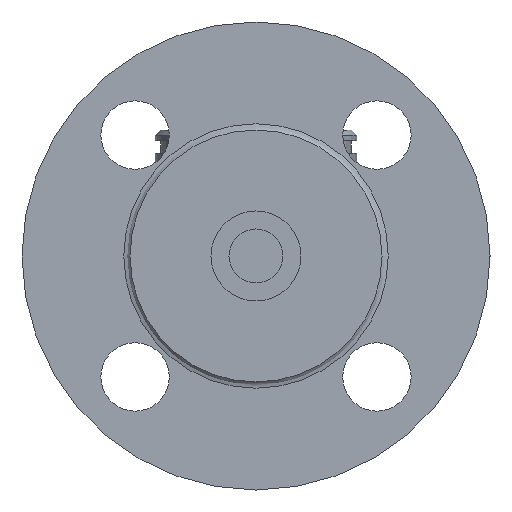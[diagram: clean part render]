
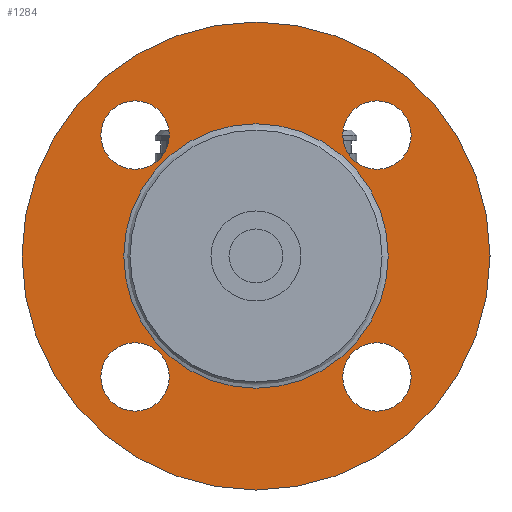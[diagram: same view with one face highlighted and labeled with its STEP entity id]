
A CAD part, left-side view. The second image highlights one B-rep face of the part: STEP entity #1284.
In plain terms, the highlighted planar face has unit normal (-1, 0, 0).
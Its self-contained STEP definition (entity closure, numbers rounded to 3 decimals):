
#820=CARTESIAN_POINT('',(-104.0,-43.088,-33.588));
#821=VERTEX_POINT('',#820);
#822=CARTESIAN_POINT('',(-104.0,-33.588,-33.588));
#823=DIRECTION('',(1.0,0.0,0.0));
#824=DIRECTION('',(0.0,-1.0,0.0));
#825=AXIS2_PLACEMENT_3D('',#822,#823,#824);
#826=CIRCLE('',#825,9.5);
#827=EDGE_CURVE('',#821,#821,#826,.T.);
#869=CARTESIAN_POINT('',(-104.0,33.588,-43.088));
#870=VERTEX_POINT('',#869);
#871=CARTESIAN_POINT('',(-104.0,33.588,-33.588));
#872=DIRECTION('',(1.0,0.0,0.0));
#873=DIRECTION('',(0.0,0.0,-1.0));
#874=AXIS2_PLACEMENT_3D('',#871,#872,#873);
#875=CIRCLE('',#874,9.5);
#876=EDGE_CURVE('',#870,#870,#875,.T.);
#918=CARTESIAN_POINT('',(-104.0,43.088,33.588));
#919=VERTEX_POINT('',#918);
#920=CARTESIAN_POINT('',(-104.0,33.588,33.588));
#921=DIRECTION('',(1.0,0.0,0.0));
#922=DIRECTION('',(0.0,1.0,0.0));
#923=AXIS2_PLACEMENT_3D('',#920,#921,#922);
#924=CIRCLE('',#923,9.5);
#925=EDGE_CURVE('',#919,#919,#924,.T.);
#967=CARTESIAN_POINT('',(-104.0,-33.588,43.088));
#968=VERTEX_POINT('',#967);
#969=CARTESIAN_POINT('',(-104.0,-33.588,33.588));
#970=DIRECTION('',(1.0,0.0,0.0));
#971=DIRECTION('',(0.0,0.0,1.0));
#972=AXIS2_PLACEMENT_3D('',#969,#970,#971);
#973=CIRCLE('',#972,9.5);
#974=EDGE_CURVE('',#968,#968,#973,.T.);
#1160=CARTESIAN_POINT('',(-104.0,0.0,65.));
#1161=VERTEX_POINT('',#1160);
#1162=CARTESIAN_POINT('',(-104.0,0.0,0.));
#1163=DIRECTION('',(-1.0,0.0,0.0));
#1164=DIRECTION('',(0.0,0.0,1.0));
#1165=AXIS2_PLACEMENT_3D('',#1162,#1163,#1164);
#1166=CIRCLE('',#1165,65.0);
#1167=EDGE_CURVE('',#1161,#1161,#1166,.T.);
#1238=CARTESIAN_POINT('',(-104.0,0.,-36.732));
#1239=VERTEX_POINT('',#1238);
#1240=CARTESIAN_POINT('',(-104.0,0.0,0.));
#1241=DIRECTION('',(-1.0,0.0,0.0));
#1242=DIRECTION('',(0.0,0.0,1.0));
#1243=AXIS2_PLACEMENT_3D('',#1240,#1241,#1242);
#1244=CIRCLE('',#1243,36.732);
#1245=EDGE_CURVE('',#1239,#1239,#1244,.T.);
#1261=CARTESIAN_POINT('',(-104.0,0.0,50.));
#1262=DIRECTION('',(-1.0,0.0,0.0));
#1263=DIRECTION('',(0.0,0.0,1.0));
#1264=AXIS2_PLACEMENT_3D('',#1261,#1262,#1263);
#1265=PLANE('',#1264);
#1266=ORIENTED_EDGE('',*,*,#1167,.T.);
#1267=EDGE_LOOP('',(#1266));
#1268=FACE_OUTER_BOUND('',#1267,.T.);
#1269=ORIENTED_EDGE('',*,*,#827,.T.);
#1270=EDGE_LOOP('',(#1269));
#1271=FACE_BOUND('',#1270,.T.);
#1272=ORIENTED_EDGE('',*,*,#876,.T.);
#1273=EDGE_LOOP('',(#1272));
#1274=FACE_BOUND('',#1273,.T.);
#1275=ORIENTED_EDGE('',*,*,#925,.T.);
#1276=EDGE_LOOP('',(#1275));
#1277=FACE_BOUND('',#1276,.T.);
#1278=ORIENTED_EDGE('',*,*,#974,.T.);
#1279=EDGE_LOOP('',(#1278));
#1280=FACE_BOUND('',#1279,.T.);
#1281=ORIENTED_EDGE('',*,*,#1245,.F.);
#1282=EDGE_LOOP('',(#1281));
#1283=FACE_BOUND('',#1282,.T.);
#1284=ADVANCED_FACE('',(#1268,#1271,#1274,#1277,#1280,#1283),#1265,.T.);
